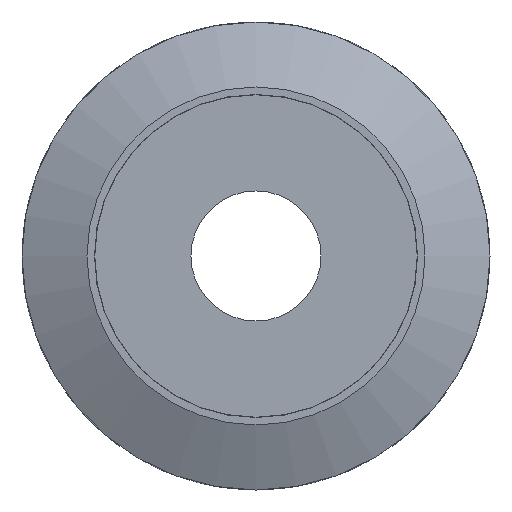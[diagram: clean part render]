
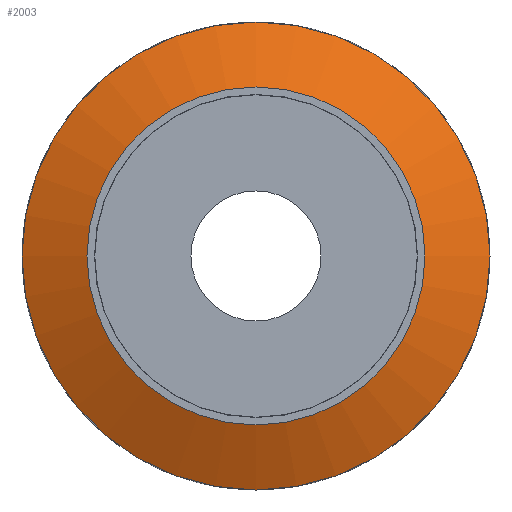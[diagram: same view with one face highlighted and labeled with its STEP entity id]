
A CAD part, front view. The second image highlights one B-rep face of the part: STEP entity #2003.
In plain terms, the highlighted conical face has half-angle 66 degrees and reference radius 11.625 mm.
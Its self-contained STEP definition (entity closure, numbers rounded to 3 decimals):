
#71=CONICAL_SURFACE($,#2236,11.625,66.);
#101=FACE_BOUND($,#704,.T.);
#561=FACE_OUTER_BOUND($,#703,.T.);
#703=EDGE_LOOP($,(#1874));
#704=EDGE_LOOP($,(#1875));
#824=CIRCLE($,#2235,13.5);
#825=CIRCLE($,#2237,9.75);
#1031=VERTEX_POINT($,#3579);
#1032=VERTEX_POINT($,#3582);
#1314=EDGE_CURVE($,#1031,#1031,#824,.T.);
#1315=EDGE_CURVE($,#1032,#1032,#825,.T.);
#1874=ORIENTED_EDGE($,*,*,#1315,.F.);
#1875=ORIENTED_EDGE($,*,*,#1314,.T.);
#2003=ADVANCED_FACE($,(#561,#101),#71,.T.);
#2235=AXIS2_PLACEMENT_3D($,#3580,#2814,#2815);
#2236=AXIS2_PLACEMENT_3D($,#3581,#2816,#2817);
#2237=AXIS2_PLACEMENT_3D($,#3583,#2818,#2819);
#2814=DIRECTION('center_axis',(0.,0.,1.));
#2815=DIRECTION('ref_axis',(0.,-1.,0.));
#2816=DIRECTION('center_axis',(0.,0.,-1.));
#2817=DIRECTION('ref_axis',(0.,-1.,0.));
#2818=DIRECTION('center_axis',(0.,0.,1.));
#2819=DIRECTION('ref_axis',(0.,-1.,0.));
#3579=CARTESIAN_POINT('',(0.,-13.5,22.53));
#3580=CARTESIAN_POINT('Origin',(0.,0.,22.53));
#3581=CARTESIAN_POINT('Origin',(0.,0.,23.365));
#3582=CARTESIAN_POINT('',(0.,-9.75,24.2));
#3583=CARTESIAN_POINT('Origin',(0.,0.,24.2));
